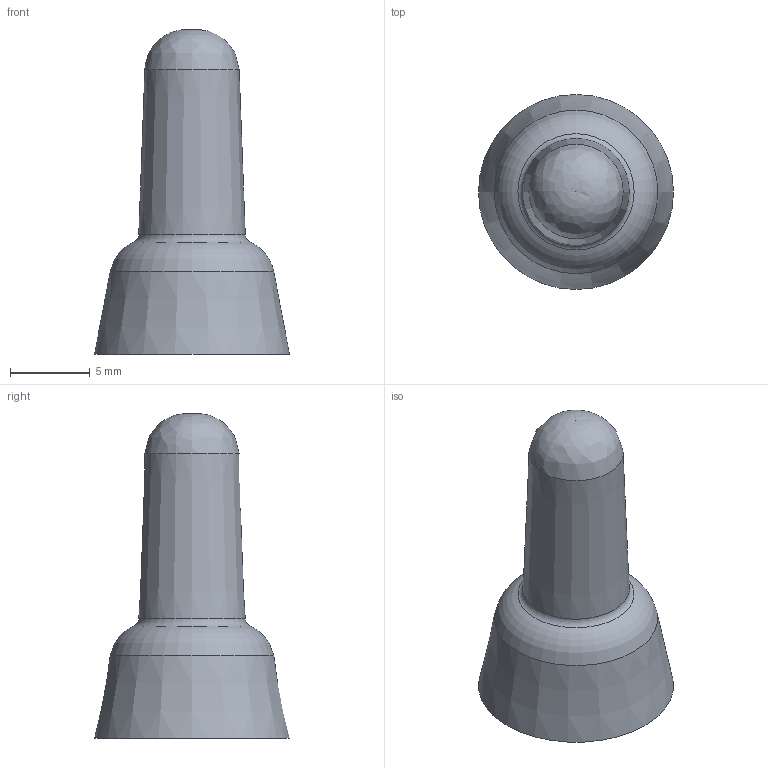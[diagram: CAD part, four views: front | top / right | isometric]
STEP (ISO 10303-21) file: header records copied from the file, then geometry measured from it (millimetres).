
FILE_DESCRIPTION(/* description */ (''),/* implementation_level */ '2;1');
FILE_NAME(/* name */ 'wire crimp cap.stp',/* time_stamp */ '2013-07-28T11:11:03-04:00',/* author */ ('Saville'),/* organization */ (''),/* preprocessor_version */ 'ST-DEVELOPER v15.2',/* originating_system */ 'Autodesk Inventor 2014',/* authorisation */ '');
FILE_SCHEMA (('AUTOMOTIVE_DESIGN { 1 0 10303 214 3 1 1 }'));
Length unit declared in the file: inch
Products named in the file (1): wire crimp cap
Bounding box: 12.24 x 12.24 x 20.4 mm (x, y, z)
Volume: 334.4 mm3; surface area: 1208.1 mm2
Topology: 2 solids, 2 shells, 15 faces, 33 edges, 21 vertices
Faces by surface type: cone 4, plane 3, torus 3, bspline 3, cylinder 2
Full cylindrical faces by diameter (mm): 3.099 x1, 4.674 x1
Entity records: 497 total; most frequent: CARTESIAN_POINT 179, DIRECTION 60, ORIENTED_EDGE 40, AXIS2_PLACEMENT_3D 30, EDGE_LOOP 27, EDGE_CURVE 20, VERTEX_POINT 19, CIRCLE 17
